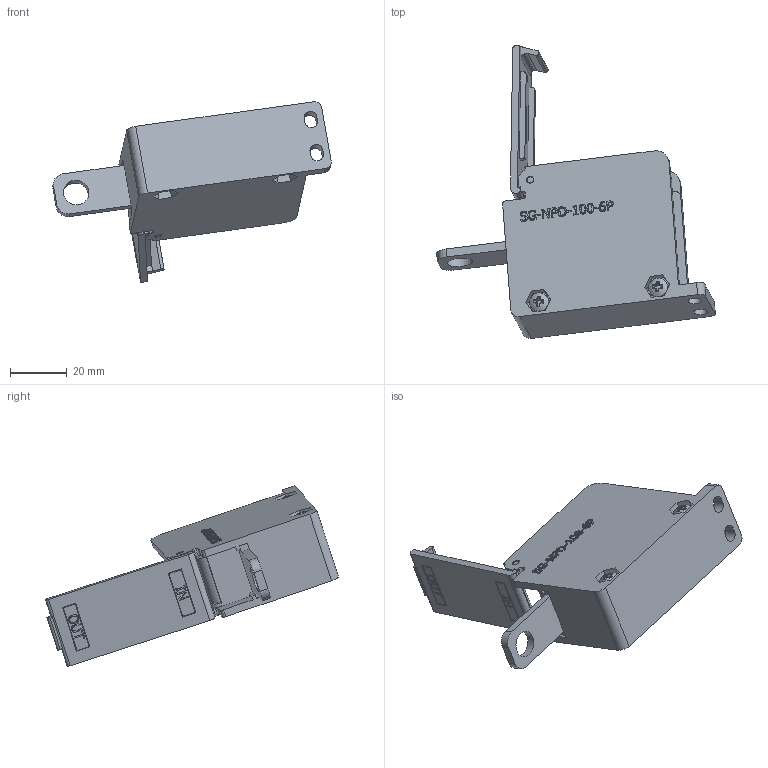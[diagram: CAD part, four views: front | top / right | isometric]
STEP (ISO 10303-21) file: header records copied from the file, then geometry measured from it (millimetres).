
FILE_DESCRIPTION(/* description */ (''),/* implementation_level */ '2;1');
FILE_NAME(/* name */ '',/* time_stamp */ '2025-11-11T14:22:49+09:00',/* author */ ('7890'),/* organization */ (''),/* preprocessor_version */ 'ST-DEVELOPER v20.1',/* originating_system */ 'Autodesk Inventor 2026',/* authorisation */ '');
FILE_SCHEMA (('AUTOMOTIVE_DESIGN { 1 0 10303 214 3 1 1 }'));
Length unit declared in the file: millimetre
Products named in the file (5): NPD-100-6P 조립품; NPD-100-6P 본체; DIN 7985 (H) - M3.5x20-H; DIN 7985 (H) - M4x10-H; NPD-100-6P 커버
Assembly tree (10 placements, depth 2):
  NPD-100-6P 조립품
    NPD-100-6P 본체
    DIN 7985 (H) - M3.5x20-H  x2
    DIN 7985 (H) - M4x10-H  x6
    NPD-100-6P 커버
Bounding box: 97.82 x 102.94 x 63.4 mm (x, y, z)
Volume: 59636.4 mm3; surface area: 23914.8 mm2
Topology: 10 solids, 10 shells, 811 faces, 2200 edges, 1460 vertices
Faces by surface type: plane 466, bspline 120, cone 120, cylinder 89, sphere 8, torus 8
Full cylindrical faces by diameter (mm): 2.3 x2, 2.5 x2, 3.2 x2, 3.5 x2, 3.65 x6, 4 x6, 4.2 x2, 4.3 x6, 9 x1
Entity records: 19111 total; most frequent: CARTESIAN_POINT 4876, ORIENTED_EDGE 3152, DIRECTION 2494, EDGE_CURVE 1576, LINE 1054, VECTOR 1054, VERTEX_POINT 1046, AXIS2_PLACEMENT_3D 720
